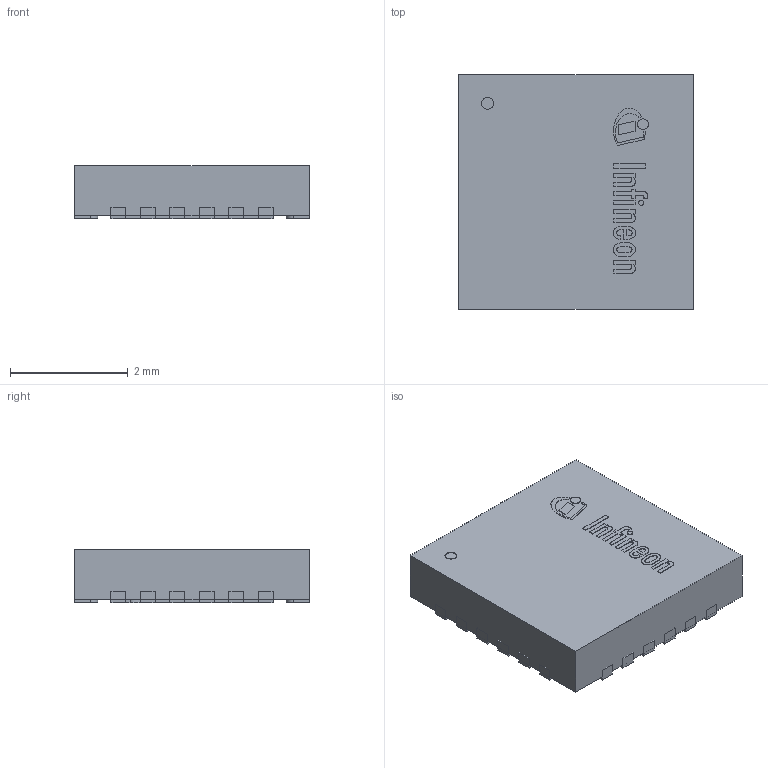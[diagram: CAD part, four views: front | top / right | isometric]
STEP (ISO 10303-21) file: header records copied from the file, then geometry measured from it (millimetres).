
FILE_DESCRIPTION(/* description */ (''),/* implementation_level */ '2;1');
FILE_NAME(/* name */ 'PG-VQFN-24-19_Z8B00154506_V05_3D.stp',/* time_stamp */ '2024-08-06T15:47:52+05:30',/* author */ ('sivamani'),/* organization */ (''),/* preprocessor_version */ 'ST-DEVELOPER v19.2',/* originating_system */ 'AutoCAD Mechanical',/* authorisation */ '');
FILE_SCHEMA (('AUTOMOTIVE_DESIGN { 1 0 10303 214 3 1 1 }'));
Length unit declared in the file: millimetre
Products named in the file (1): Product
Bounding box: 4 x 4 x 0.91 mm (x, y, z)
Surface area: 72.1 mm2
Topology: 39 solids, 39 shells, 280 faces, 603 edges, 402 vertices
Faces by surface type: plane 227, cylinder 33, bspline 20
Full cylindrical faces by diameter (mm): 0.088 x1, 0.182 x1, 0.2 x2
Entity records: 7711 total; most frequent: CARTESIAN_POINT 1994, ORIENTED_EDGE 1206, DIRECTION 1051, EDGE_CURVE 603, VERTEX_POINT 402, LINE 397, VECTOR 397, AXIS2_PLACEMENT_3D 327
